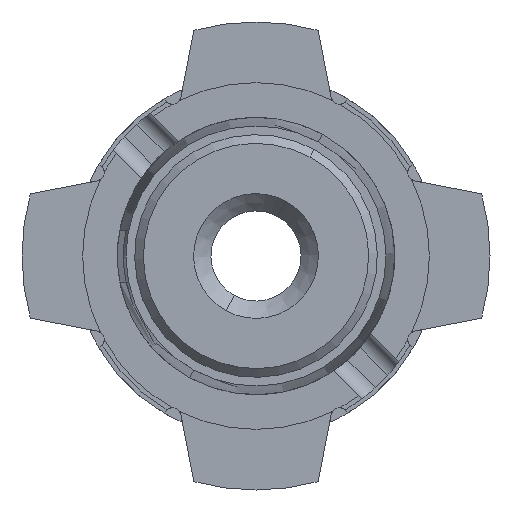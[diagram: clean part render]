
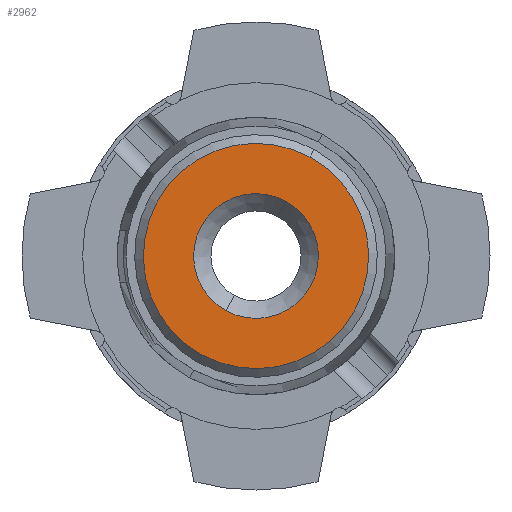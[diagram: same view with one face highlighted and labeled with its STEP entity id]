
A CAD part, front view. The second image highlights one B-rep face of the part: STEP entity #2962.
In plain terms, the highlighted planar face has unit normal (0, -1, 0).
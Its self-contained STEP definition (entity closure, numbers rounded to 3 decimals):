
#1559=CARTESIAN_POINT('Vertex',(-3.116,-87.,-5.704)) ;
#1562=CARTESIAN_POINT('Axis2P3D Location',(0.,-87.,0.)) ;
#1566=CARTESIAN_POINT('Vertex',(3.116,-87.,5.704)) ;
#1586=CARTESIAN_POINT('Axis2P3D Location',(0.,-87.,0.)) ;
#2935=CARTESIAN_POINT('Axis2P3D Location',(0.,-87.,2.6)) ;
#2944=CARTESIAN_POINT('Axis2P3D Location',(0.,-87.,0.)) ;
#2948=CARTESIAN_POINT('Vertex',(-1.726,-87.,-3.159)) ;
#2950=CARTESIAN_POINT('Vertex',(1.726,-87.,3.159)) ;
#2953=CARTESIAN_POINT('Axis2P3D Location',(0.,-87.,0.)) ;
#1563=DIRECTION('Axis2P3D Direction',(0.,1.,0.)) ;
#1587=DIRECTION('Axis2P3D Direction',(0.,1.,0.)) ;
#2936=DIRECTION('Axis2P3D Direction',(0.,1.,0.)) ;
#2937=DIRECTION('Axis2P3D XDirection',(1.,-0.,0.)) ;
#2945=DIRECTION('Axis2P3D Direction',(0.,1.,0.)) ;
#2954=DIRECTION('Axis2P3D Direction',(0.,1.,0.)) ;
#1564=AXIS2_PLACEMENT_3D('Circle Axis2P3D',#1562,#1563,$) ;
#1588=AXIS2_PLACEMENT_3D('Circle Axis2P3D',#1586,#1587,$) ;
#2938=AXIS2_PLACEMENT_3D('Plane Axis2P3D',#2935,#2936,#2937) ;
#2946=AXIS2_PLACEMENT_3D('Circle Axis2P3D',#2944,#2945,$) ;
#2955=AXIS2_PLACEMENT_3D('Circle Axis2P3D',#2953,#2954,$) ;
#2941=ORIENTED_EDGE('',*,*,#1590,.F.) ;
#2942=ORIENTED_EDGE('',*,*,#1568,.F.) ;
#2959=ORIENTED_EDGE('',*,*,#2952,.T.) ;
#2960=ORIENTED_EDGE('',*,*,#2957,.T.) ;
#2961=FACE_BOUND('',#2958,.T.) ;
#2962=ADVANCED_FACE('Corps principal',(#2943,#2961),#2939,.F.) ;
#1565=CIRCLE('generated circle',#1564,6.5) ;
#1589=CIRCLE('generated circle',#1588,6.5) ;
#2947=CIRCLE('generated circle',#2946,3.6) ;
#2956=CIRCLE('generated circle',#2955,3.6) ;
#1568=EDGE_CURVE('',#1560,#1567,#1565,.T.) ;
#1590=EDGE_CURVE('',#1567,#1560,#1589,.T.) ;
#2952=EDGE_CURVE('',#2949,#2951,#2947,.T.) ;
#2957=EDGE_CURVE('',#2951,#2949,#2956,.T.) ;
#2940=EDGE_LOOP('',(#2941,#2942)) ;
#2958=EDGE_LOOP('',(#2959,#2960)) ;
#2943=FACE_OUTER_BOUND('',#2940,.T.) ;
#2939=PLANE('',#2938) ;
#1560=VERTEX_POINT('',#1559) ;
#1567=VERTEX_POINT('',#1566) ;
#2949=VERTEX_POINT('',#2948) ;
#2951=VERTEX_POINT('',#2950) ;
